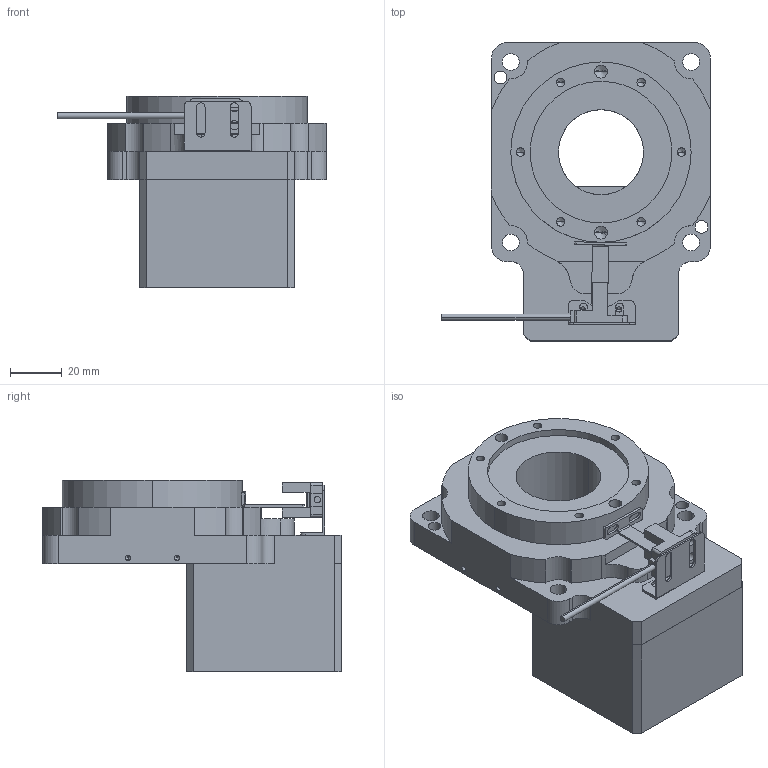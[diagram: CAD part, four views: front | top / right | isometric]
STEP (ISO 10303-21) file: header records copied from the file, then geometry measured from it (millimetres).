
FILE_DESCRIPTION (( 'STEP AP214' ), '1' );
FILE_NAME ('KTN85-10K-14-50-70-M4(×Ü¸ß74.5).STEP', '2022-09-12T08:27:40', ( '' ), ( '' ), 'SwSTEP 2.0', 'SolidWorks 2020', '' );
FILE_SCHEMA (( 'AUTOMOTIVE_DESIGN' ));
Length unit declared in the file: millimetre
Products named in the file (5): 覜茼ん盓殤; KTN85-10K-14-50-70-M4(軞詢74.5); KTN85-10K-14-50-70-M4; 覜茼え1; SX674
Assembly tree (4 placements, depth 2):
  KTN85-10K-14-50-70-M4(軞詢74.5)
    KTN85-10K-14-50-70-M4
    SX674
    覜茼え1
    覜茼ん盓殤
Bounding box: 104.39 x 115.8 x 74.5 mm (x, y, z)
Volume: 313037.8 mm3; surface area: 48023.4 mm2
Topology: 4 solids, 6 shells, 283 faces, 753 edges, 468 vertices
Faces by surface type: cylinder 126, plane 117, cone 40
Entity records: 8860 total; most frequent: DIRECTION 1547, CARTESIAN_POINT 1477, ORIENTED_EDGE 1426, EDGE_CURVE 713, AXIS2_PLACEMENT_3D 546, VERTEX_POINT 468, LINE 455, VECTOR 455
